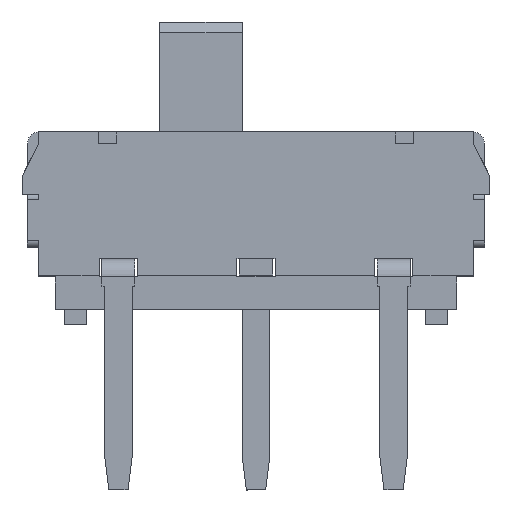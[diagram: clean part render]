
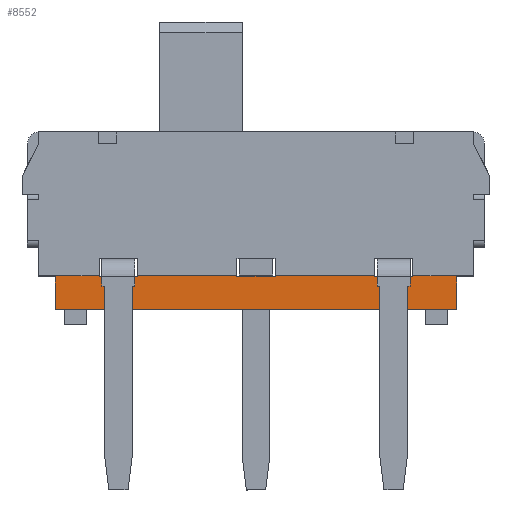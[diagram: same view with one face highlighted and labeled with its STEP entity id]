
A CAD part, top view. The second image highlights one B-rep face of the part: STEP entity #8552.
In plain terms, the highlighted planar face has unit normal (0, 0, 1).
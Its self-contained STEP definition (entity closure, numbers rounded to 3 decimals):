
#52 = CARTESIAN_POINT ( 'NONE',  ( -3.95, 0., 1.45 ) ) ;
#147 = VECTOR ( 'NONE', #7890, 1000. ) ;
#252 = LINE ( 'NONE', #3740, #147 ) ;
#345 = EDGE_CURVE ( 'NONE', #6195, #4441, #5991, .T. ) ;
#418 = VERTEX_POINT ( 'NONE', #3635 ) ;
#452 = VECTOR ( 'NONE', #2805, 1000. ) ;
#472 = EDGE_CURVE ( 'NONE', #7556, #3325, #252, .T. ) ;
#527 = CARTESIAN_POINT ( 'NONE',  ( 3.65, 0., 1.45 ) ) ;
#532 = CARTESIAN_POINT ( 'NONE',  ( -0.35, 0.595, 1.45 ) ) ;
#539 = VECTOR ( 'NONE', #8646, 1000. ) ;
#581 = CARTESIAN_POINT ( 'NONE',  ( -2.85, 0.595, 1.45 ) ) ;
#609 = DIRECTION ( 'NONE',  ( 0., -1., 0. ) ) ;
#639 = VERTEX_POINT ( 'NONE', #10079 ) ;
#706 = CARTESIAN_POINT ( 'NONE',  ( 2.15, 0.595, 1.45 ) ) ;
#711 = DIRECTION ( 'NONE',  ( -1., 0., 0. ) ) ;
#761 = DIRECTION ( 'NONE',  ( 0., 0., -1. ) ) ;
#881 = CARTESIAN_POINT ( 'NONE',  ( 2.15, 0.595, 1.45 ) ) ;
#1092 = VERTEX_POINT ( 'NONE', #9810 ) ;
#1163 = VECTOR ( 'NONE', #6557, 1000. ) ;
#1246 = CARTESIAN_POINT ( 'NONE',  ( -0.35, 0.595, 1.45 ) ) ;
#1254 = VERTEX_POINT ( 'NONE', #4072 ) ;
#1348 = CARTESIAN_POINT ( 'NONE',  ( 2.85, 0.595, 1.45 ) ) ;
#1460 = VECTOR ( 'NONE', #4555, 1000. ) ;
#1665 = CARTESIAN_POINT ( 'NONE',  ( -2.15, 0.595, 1.45 ) ) ;
#1993 = ORIENTED_EDGE ( 'NONE', *, *, #6652, .T. ) ;
#2050 = CARTESIAN_POINT ( 'NONE',  ( 3.65, 0.604, 1.45 ) ) ;
#2079 = CARTESIAN_POINT ( 'NONE',  ( 2.85, 0.604, 1.45 ) ) ;
#2123 = CARTESIAN_POINT ( 'NONE',  ( -3.65, 0., 1.45 ) ) ;
#2179 = CARTESIAN_POINT ( 'NONE',  ( -3.65, 0., 1.45 ) ) ;
#2216 = LINE ( 'NONE', #581, #7080 ) ;
#2310 = CARTESIAN_POINT ( 'NONE',  ( 0.35, 0.604, 1.45 ) ) ;
#2370 = CARTESIAN_POINT ( 'NONE',  ( 2.15, 0.604, 1.45 ) ) ;
#2805 = DIRECTION ( 'NONE',  ( 0., -1., 0. ) ) ;
#2821 = VERTEX_POINT ( 'NONE', #1246 ) ;
#2877 = CARTESIAN_POINT ( 'NONE',  ( -2.15, 0.604, 1.45 ) ) ;
#3031 = ORIENTED_EDGE ( 'NONE', *, *, #4644, .T. ) ;
#3132 = CARTESIAN_POINT ( 'NONE',  ( -3.95, 0., 1.45 ) ) ;
#3167 = CARTESIAN_POINT ( 'NONE',  ( -3.65, 0.604, 1.45 ) ) ;
#3325 = VERTEX_POINT ( 'NONE', #2877 ) ;
#3397 = CARTESIAN_POINT ( 'NONE',  ( -2.85, 0.92, 1.45 ) ) ;
#3490 = ORIENTED_EDGE ( 'NONE', *, *, #9898, .T. ) ;
#3510 = VECTOR ( 'NONE', #609, 1000. ) ;
#3610 = LINE ( 'NONE', #1348, #452 ) ;
#3635 = CARTESIAN_POINT ( 'NONE',  ( 2.85, 0.595, 1.45 ) ) ;
#3740 = CARTESIAN_POINT ( 'NONE',  ( 3.65, 0.604, 1.45 ) ) ;
#3837 = LINE ( 'NONE', #5387, #3510 ) ;
#3898 = DIRECTION ( 'NONE',  ( 0., 1., 0. ) ) ;
#3965 = EDGE_CURVE ( 'NONE', #9380, #7972, #2216, .T. ) ;
#4072 = CARTESIAN_POINT ( 'NONE',  ( 0.35, 0.595, 1.45 ) ) ;
#4198 = ORIENTED_EDGE ( 'NONE', *, *, #5929, .T. ) ;
#4441 = VERTEX_POINT ( 'NONE', #2310 ) ;
#4555 = DIRECTION ( 'NONE',  ( 0., 1., 0. ) ) ;
#4582 = ORIENTED_EDGE ( 'NONE', *, *, #345, .T. ) ;
#4623 = ORIENTED_EDGE ( 'NONE', *, *, #5406, .T. ) ;
#4644 = EDGE_CURVE ( 'NONE', #4441, #1254, #3837, .T. ) ;
#4855 = CARTESIAN_POINT ( 'NONE',  ( 2.15, 0.92, 1.45 ) ) ;
#5003 = EDGE_CURVE ( 'NONE', #639, #8759, #7307, .T. ) ;
#5197 = DIRECTION ( 'NONE',  ( -1., 0., 0. ) ) ;
#5210 = DIRECTION ( 'NONE',  ( 0., 1., 0. ) ) ;
#5335 = ORIENTED_EDGE ( 'NONE', *, *, #8648, .T. ) ;
#5387 = CARTESIAN_POINT ( 'NONE',  ( 0.35, 0.595, 1.45 ) ) ;
#5406 = EDGE_CURVE ( 'NONE', #418, #8570, #6510, .T. ) ;
#5427 = DIRECTION ( 'NONE',  ( 0., -1., 0. ) ) ;
#5517 = ORIENTED_EDGE ( 'NONE', *, *, #6561, .T. ) ;
#5552 = LINE ( 'NONE', #4855, #7716 ) ;
#5814 = VECTOR ( 'NONE', #5210, 1000. ) ;
#5860 = DIRECTION ( 'NONE',  ( 0., 1., 0. ) ) ;
#5929 = EDGE_CURVE ( 'NONE', #2821, #7556, #6640, .T. ) ;
#5991 = LINE ( 'NONE', #2050, #10109 ) ;
#6014 = CARTESIAN_POINT ( 'NONE',  ( -0.35, 0.604, 1.45 ) ) ;
#6193 = ORIENTED_EDGE ( 'NONE', *, *, #9552, .T. ) ;
#6195 = VERTEX_POINT ( 'NONE', #2370 ) ;
#6384 = FACE_OUTER_BOUND ( 'NONE', #6789, .T. ) ;
#6408 = VERTEX_POINT ( 'NONE', #8501 ) ;
#6437 = PLANE ( 'NONE',  #7713 ) ;
#6443 = LINE ( 'NONE', #9601, #10195 ) ;
#6478 = VECTOR ( 'NONE', #6495, 1000. ) ;
#6481 = VECTOR ( 'NONE', #5860, 1000. ) ;
#6495 = DIRECTION ( 'NONE',  ( 0., -1., 0. ) ) ;
#6510 = LINE ( 'NONE', #881, #1163 ) ;
#6523 = LINE ( 'NONE', #52, #8058 ) ;
#6557 = DIRECTION ( 'NONE',  ( -1., 0., 0. ) ) ;
#6561 = EDGE_CURVE ( 'NONE', #6408, #7619, #6443, .T. ) ;
#6640 = LINE ( 'NONE', #9863, #5814 ) ;
#6652 = EDGE_CURVE ( 'NONE', #3325, #9380, #9713, .T. ) ;
#6789 = EDGE_LOOP ( 'NONE', ( #7026, #3490, #10197, #5335, #5517, #6193, #4623, #9556, #4582, #3031, #8668, #4198, #7483, #1993, #7289, #10461 ) ) ;
#6943 = DIRECTION ( 'NONE',  ( -1., 0., 0. ) ) ;
#7026 = ORIENTED_EDGE ( 'NONE', *, *, #5003, .T. ) ;
#7080 = VECTOR ( 'NONE', #6943, 1000. ) ;
#7107 = LINE ( 'NONE', #527, #1460 ) ;
#7275 = VECTOR ( 'NONE', #9032, 1000. ) ;
#7289 = ORIENTED_EDGE ( 'NONE', *, *, #3965, .T. ) ;
#7307 = LINE ( 'NONE', #8055, #7275 ) ;
#7483 = ORIENTED_EDGE ( 'NONE', *, *, #472, .T. ) ;
#7516 = CARTESIAN_POINT ( 'NONE',  ( -2.85, 0.595, 1.45 ) ) ;
#7556 = VERTEX_POINT ( 'NONE', #6014 ) ;
#7619 = VERTEX_POINT ( 'NONE', #2079 ) ;
#7713 = AXIS2_PLACEMENT_3D ( 'NONE', #3132, #761, #7965 ) ;
#7716 = VECTOR ( 'NONE', #3898, 1000. ) ;
#7844 = VERTEX_POINT ( 'NONE', #2123 ) ;
#7890 = DIRECTION ( 'NONE',  ( -1., 0., 0. ) ) ;
#7965 = DIRECTION ( 'NONE',  ( -1., 0., 0. ) ) ;
#7972 = VERTEX_POINT ( 'NONE', #7516 ) ;
#8011 = LINE ( 'NONE', #532, #539 ) ;
#8055 = CARTESIAN_POINT ( 'NONE',  ( 3.65, 0.604, 1.45 ) ) ;
#8058 = VECTOR ( 'NONE', #9583, 1000. ) ;
#8271 = EDGE_CURVE ( 'NONE', #7972, #639, #8774, .T. ) ;
#8295 = CARTESIAN_POINT ( 'NONE',  ( -2.15, 0.595, 1.45 ) ) ;
#8501 = CARTESIAN_POINT ( 'NONE',  ( 3.65, 0.604, 1.45 ) ) ;
#8552 = ADVANCED_FACE ( 'NONE', ( #6384 ), #6437, .F. ) ;
#8570 = VERTEX_POINT ( 'NONE', #706 ) ;
#8646 = DIRECTION ( 'NONE',  ( -1., 0., 0. ) ) ;
#8648 = EDGE_CURVE ( 'NONE', #1092, #6408, #7107, .T. ) ;
#8668 = ORIENTED_EDGE ( 'NONE', *, *, #9910, .T. ) ;
#8759 = VERTEX_POINT ( 'NONE', #3167 ) ;
#8760 = EDGE_CURVE ( 'NONE', #1092, #7844, #6523, .T. ) ;
#8774 = LINE ( 'NONE', #3397, #6481 ) ;
#8989 = EDGE_CURVE ( 'NONE', #8570, #6195, #5552, .T. ) ;
#9032 = DIRECTION ( 'NONE',  ( -1., 0., 0. ) ) ;
#9380 = VERTEX_POINT ( 'NONE', #8295 ) ;
#9532 = LINE ( 'NONE', #2179, #9836 ) ;
#9552 = EDGE_CURVE ( 'NONE', #7619, #418, #3610, .T. ) ;
#9556 = ORIENTED_EDGE ( 'NONE', *, *, #8989, .T. ) ;
#9583 = DIRECTION ( 'NONE',  ( -1., 0., 0. ) ) ;
#9601 = CARTESIAN_POINT ( 'NONE',  ( 3.65, 0.604, 1.45 ) ) ;
#9713 = LINE ( 'NONE', #1665, #6478 ) ;
#9810 = CARTESIAN_POINT ( 'NONE',  ( 3.65, 0., 1.45 ) ) ;
#9836 = VECTOR ( 'NONE', #5427, 1000. ) ;
#9863 = CARTESIAN_POINT ( 'NONE',  ( -0.35, 0.92, 1.45 ) ) ;
#9898 = EDGE_CURVE ( 'NONE', #8759, #7844, #9532, .T. ) ;
#9910 = EDGE_CURVE ( 'NONE', #1254, #2821, #8011, .T. ) ;
#10079 = CARTESIAN_POINT ( 'NONE',  ( -2.85, 0.604, 1.45 ) ) ;
#10109 = VECTOR ( 'NONE', #5197, 1000. ) ;
#10195 = VECTOR ( 'NONE', #711, 1000. ) ;
#10197 = ORIENTED_EDGE ( 'NONE', *, *, #8760, .F. ) ;
#10461 = ORIENTED_EDGE ( 'NONE', *, *, #8271, .T. ) ;
